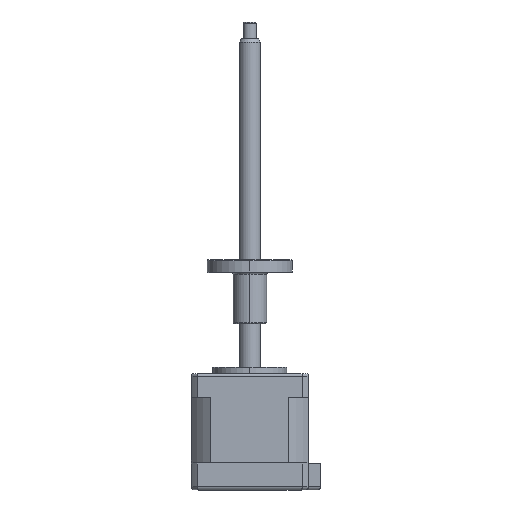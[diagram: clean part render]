
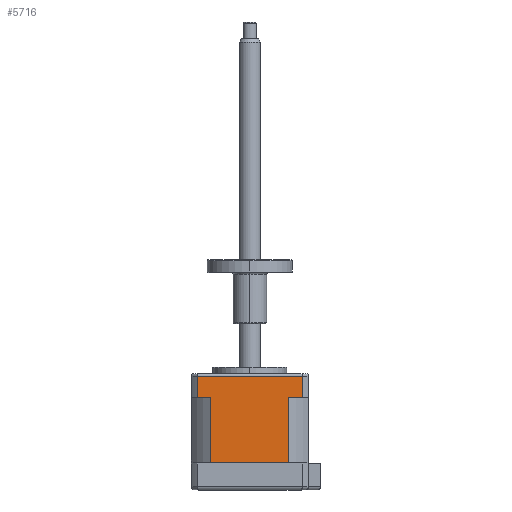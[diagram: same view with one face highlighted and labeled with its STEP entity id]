
A CAD part, top view. The second image highlights one B-rep face of the part: STEP entity #5716.
In plain terms, the highlighted planar face has unit normal (0, 0, 1).
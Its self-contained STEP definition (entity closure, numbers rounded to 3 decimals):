
#14 = VERTEX_POINT ( 'NONE', #6457 ) ;
#174 = VECTOR ( 'NONE', #3479, 1000. ) ;
#389 = VECTOR ( 'NONE', #1392, 1000. ) ;
#424 = DIRECTION ( 'NONE',  ( 0., 0., -1. ) ) ;
#580 = DIRECTION ( 'NONE',  ( 0., 1., 0. ) ) ;
#589 = CARTESIAN_POINT ( 'NONE',  ( -39.617, 8.354, 36.5 ) ) ;
#1100 = CARTESIAN_POINT ( 'NONE',  ( -66.909, 34.254, 36.5 ) ) ;
#1149 = LINE ( 'NONE', #8968, #1283 ) ;
#1166 = CARTESIAN_POINT ( 'NONE',  ( -35.541, 27.954, 36.5 ) ) ;
#1283 = VECTOR ( 'NONE', #3051, 1000. ) ;
#1324 = VERTEX_POINT ( 'NONE', #2665 ) ;
#1363 = VERTEX_POINT ( 'NONE', #3755 ) ;
#1392 = DIRECTION ( 'NONE',  ( 0., 1., 0. ) ) ;
#1474 = CARTESIAN_POINT ( 'NONE',  ( -35.541, 27.954, 36.5 ) ) ;
#1498 = LINE ( 'NONE', #3723, #389 ) ;
#1654 = VERTEX_POINT ( 'NONE', #4007 ) ;
#1663 = LINE ( 'NONE', #5991, #3224 ) ;
#1719 = EDGE_CURVE ( 'NONE', #14, #1654, #7238, .T. ) ;
#1766 = VERTEX_POINT ( 'NONE', #1100 ) ;
#1837 = ORIENTED_EDGE ( 'NONE', *, *, #8745, .T. ) ;
#1870 = DIRECTION ( 'NONE',  ( 0., 1., 0. ) ) ;
#1934 = LINE ( 'NONE', #8813, #1985 ) ;
#1985 = VECTOR ( 'NONE', #9548, 1000. ) ;
#2136 = DIRECTION ( 'NONE',  ( -1., 0., 0. ) ) ;
#2306 = DIRECTION ( 'NONE',  ( -1., 0., 0. ) ) ;
#2665 = CARTESIAN_POINT ( 'NONE',  ( -66.909, 27.954, 36.5 ) ) ;
#2725 = VECTOR ( 'NONE', #2136, 1000. ) ;
#3034 = LINE ( 'NONE', #589, #2725 ) ;
#3051 = DIRECTION ( 'NONE',  ( 0., 1., 0. ) ) ;
#3224 = VECTOR ( 'NONE', #580, 1000. ) ;
#3341 = LINE ( 'NONE', #7570, #7676 ) ;
#3479 = DIRECTION ( 'NONE',  ( 1., 0., 0. ) ) ;
#3596 = CARTESIAN_POINT ( 'NONE',  ( -39.617, 8.354, 36.5 ) ) ;
#3723 = CARTESIAN_POINT ( 'NONE',  ( -62.833, 8.354, 36.5 ) ) ;
#3755 = CARTESIAN_POINT ( 'NONE',  ( -35.541, 34.254, 36.5 ) ) ;
#4007 = CARTESIAN_POINT ( 'NONE',  ( -39.617, 27.954, 36.5 ) ) ;
#4606 = EDGE_LOOP ( 'NONE', ( #7971, #6507, #5672, #6046, #9164, #1837, #7571, #8347 ) ) ;
#4774 = LINE ( 'NONE', #1166, #174 ) ;
#5371 = VERTEX_POINT ( 'NONE', #7530 ) ;
#5672 = ORIENTED_EDGE ( 'NONE', *, *, #9419, .T. ) ;
#5716 = ADVANCED_FACE ( 'NONE', ( #7262 ), #5777, .F. ) ;
#5777 = PLANE ( 'NONE',  #8512 ) ;
#5809 = DIRECTION ( 'NONE',  ( 0., -1., 0. ) ) ;
#5817 = EDGE_CURVE ( 'NONE', #1654, #7058, #1934, .T. ) ;
#5879 = EDGE_CURVE ( 'NONE', #14, #6120, #3034, .T. ) ;
#5903 = EDGE_CURVE ( 'NONE', #6120, #5371, #1498, .T. ) ;
#5991 = CARTESIAN_POINT ( 'NONE',  ( -66.909, 26.654, 36.5 ) ) ;
#6046 = ORIENTED_EDGE ( 'NONE', *, *, #7840, .T. ) ;
#6120 = VERTEX_POINT ( 'NONE', #9190 ) ;
#6457 = CARTESIAN_POINT ( 'NONE',  ( -39.617, 8.354, 36.5 ) ) ;
#6470 = EDGE_CURVE ( 'NONE', #1324, #1766, #1663, .T. ) ;
#6507 = ORIENTED_EDGE ( 'NONE', *, *, #5817, .T. ) ;
#7058 = VERTEX_POINT ( 'NONE', #1474 ) ;
#7238 = LINE ( 'NONE', #3596, #7244 ) ;
#7244 = VECTOR ( 'NONE', #1870, 1000. ) ;
#7262 = FACE_OUTER_BOUND ( 'NONE', #4606, .T. ) ;
#7530 = CARTESIAN_POINT ( 'NONE',  ( -62.833, 27.954, 36.5 ) ) ;
#7570 = CARTESIAN_POINT ( 'NONE',  ( -66.909, 34.254, 36.5 ) ) ;
#7571 = ORIENTED_EDGE ( 'NONE', *, *, #5903, .F. ) ;
#7676 = VECTOR ( 'NONE', #2306, 1000. ) ;
#7840 = EDGE_CURVE ( 'NONE', #1363, #1766, #3341, .T. ) ;
#7948 = CARTESIAN_POINT ( 'NONE',  ( -39.617, 8.354, 36.5 ) ) ;
#7971 = ORIENTED_EDGE ( 'NONE', *, *, #1719, .T. ) ;
#8347 = ORIENTED_EDGE ( 'NONE', *, *, #5879, .F. ) ;
#8512 = AXIS2_PLACEMENT_3D ( 'NONE', #7948, #424, #5809 ) ;
#8745 = EDGE_CURVE ( 'NONE', #1324, #5371, #4774, .T. ) ;
#8813 = CARTESIAN_POINT ( 'NONE',  ( -35.541, 27.954, 36.5 ) ) ;
#8968 = CARTESIAN_POINT ( 'NONE',  ( -35.541, 26.654, 36.5 ) ) ;
#9164 = ORIENTED_EDGE ( 'NONE', *, *, #6470, .F. ) ;
#9190 = CARTESIAN_POINT ( 'NONE',  ( -62.833, 8.354, 36.5 ) ) ;
#9419 = EDGE_CURVE ( 'NONE', #7058, #1363, #1149, .T. ) ;
#9548 = DIRECTION ( 'NONE',  ( 1., 0., 0. ) ) ;
